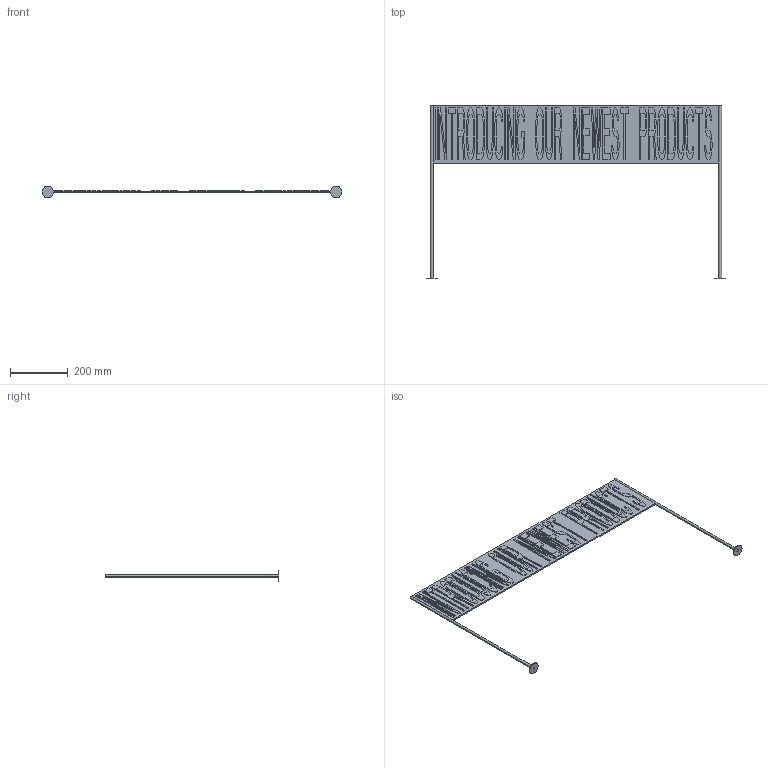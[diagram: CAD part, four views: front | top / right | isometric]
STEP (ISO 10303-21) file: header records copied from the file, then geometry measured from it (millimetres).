
FILE_DESCRIPTION(('produced by SPATIAL CORP'),'2;1');
FILE_NAME( 'banner.prt.hh.sat.stp', '2002-04-19T13:51:01+00:00',('SPATIAL CORP'),('SPATIAL CORP'), 'ACIS STEP Husk','http://www.spatial.com','SPATIAL CORP');
FILE_SCHEMA(('CONFIG_CONTROL_DESIGN'));
Length unit declared in the file: millimetre
Products named in the file (1): PRODUCT_ID_1
Bounding box: 1035 x 600 x 40 mm (x, y, z)
Volume: 1188910.7 mm3; surface area: 481227.1 mm2
Topology: 1 solids, 1 shells, 748 faces, 2121 edges, 1414 vertices
Faces by surface type: plane 740, cylinder 8
Entity records: 23850 total; most frequent: CARTESIAN_POINT 4283, ORIENTED_EDGE 4242, DIRECTION 3637, EDGE_CURVE 2121, VECTOR 2101, LINE 2101, VERTEX_POINT 1414, EDGE_LOOP 787
